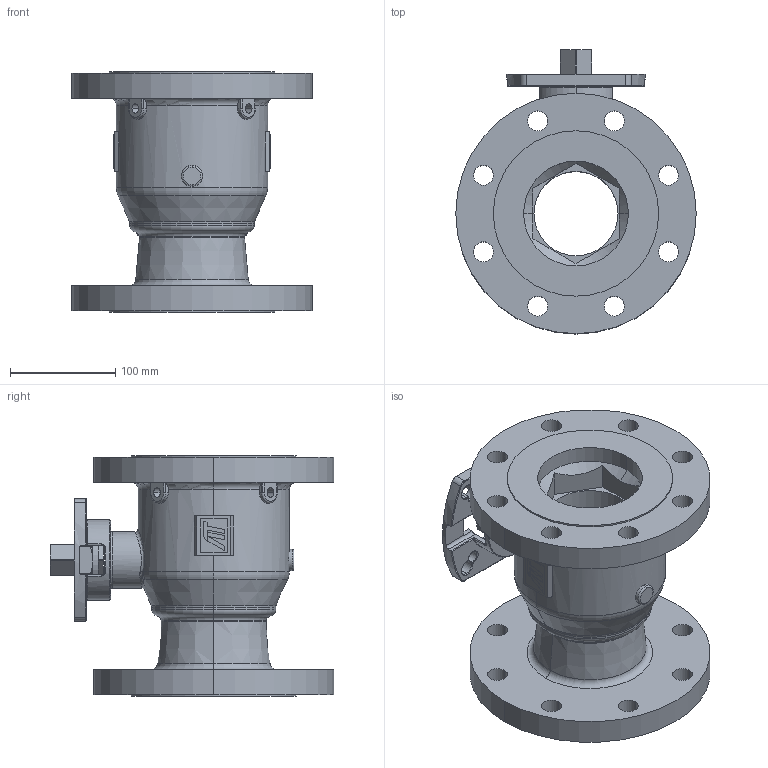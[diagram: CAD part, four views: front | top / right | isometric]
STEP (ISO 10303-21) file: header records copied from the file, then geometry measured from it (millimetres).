
FILE_DESCRIPTION (( 'STEP AP214' ), '1' );
FILE_NAME ('F91-F1-0400-XXX BARE STEM.step', '2019-09-20T11:02:51', ( '' ), ( '' ), 'SwSTEP 2.0', 'SolidWorks 2019', '' );
FILE_SCHEMA (( 'AUTOMOTIVE_DESIGN' ));
Length unit declared in the file: inch
Products named in the file (2): F91-F1-0400-XXX BARE STEM
Bounding box: 228.6 x 270 x 228.6 mm (x, y, z)
Surface area: 367114.6 mm2 (no closed solid volume)
Topology: 0 solids, 6 shells, 325 faces, 885 edges, 559 vertices
Faces by surface type: cylinder 134, plane 99, torus 62, cone 16, bspline 14
Entity records: 17101 total; most frequent: CARTESIAN_POINT 4553, DIRECTION 1795, ORIENTED_EDGE 1656, EDGE_CURVE 883, AXIS2_PLACEMENT_3D 709, VERTEX_POINT 559, CIRCLE 396, EDGE_LOOP 389
